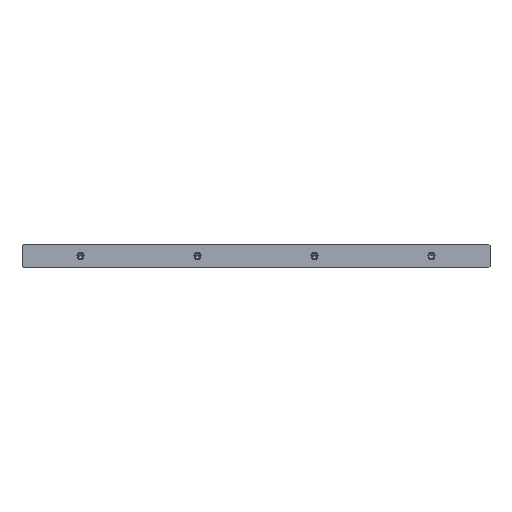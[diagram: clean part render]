
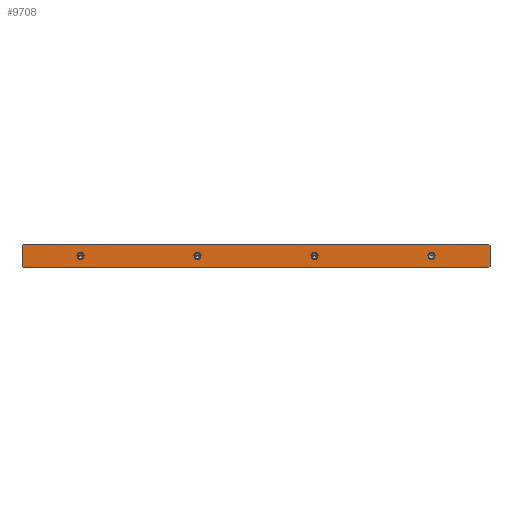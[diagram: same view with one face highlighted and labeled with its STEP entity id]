
A CAD part, front view. The second image highlights one B-rep face of the part: STEP entity #9708.
In plain terms, the highlighted planar face has unit normal (0, -1, 0).
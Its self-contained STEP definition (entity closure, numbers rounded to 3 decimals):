
#300=DIRECTION('',(1.,0.,0.));
#301=VECTOR('',#300,398.);
#302=CARTESIAN_POINT('',(1.,0.,0.));
#303=LINE('',#302,#301);
#1019=DIRECTION('',(1.,0.,0.));
#1020=VECTOR('',#1019,398.);
#1021=CARTESIAN_POINT('',(1.,0.,20.));
#1022=LINE('',#1021,#1020);
#3296=CARTESIAN_POINT('',(50.,0.,10.));
#3297=DIRECTION('',(0.,-1.,0.));
#3298=DIRECTION('',(-1.,0.,0.));
#3299=AXIS2_PLACEMENT_3D('',#3296,#3297,#3298);
#3301=CARTESIAN_POINT('',(50.,0.,10.));
#3302=DIRECTION('',(0.,-1.,0.));
#3303=DIRECTION('',(1.,0.,0.));
#3304=AXIS2_PLACEMENT_3D('',#3301,#3302,#3303);
#3306=CARTESIAN_POINT('',(150.,0.,10.));
#3307=DIRECTION('',(0.,-1.,0.));
#3308=DIRECTION('',(-1.,0.,0.));
#3309=AXIS2_PLACEMENT_3D('',#3306,#3307,#3308);
#3311=CARTESIAN_POINT('',(150.,0.,10.));
#3312=DIRECTION('',(0.,-1.,0.));
#3313=DIRECTION('',(1.,0.,0.));
#3314=AXIS2_PLACEMENT_3D('',#3311,#3312,#3313);
#3316=CARTESIAN_POINT('',(250.,0.,10.));
#3317=DIRECTION('',(0.,-1.,0.));
#3318=DIRECTION('',(-1.,0.,0.));
#3319=AXIS2_PLACEMENT_3D('',#3316,#3317,#3318);
#3321=CARTESIAN_POINT('',(250.,0.,10.));
#3322=DIRECTION('',(0.,-1.,0.));
#3323=DIRECTION('',(1.,0.,0.));
#3324=AXIS2_PLACEMENT_3D('',#3321,#3322,#3323);
#3326=CARTESIAN_POINT('',(350.,0.,10.));
#3327=DIRECTION('',(0.,-1.,0.));
#3328=DIRECTION('',(-1.,0.,0.));
#3329=AXIS2_PLACEMENT_3D('',#3326,#3327,#3328);
#3331=CARTESIAN_POINT('',(350.,0.,10.));
#3332=DIRECTION('',(0.,-1.,0.));
#3333=DIRECTION('',(1.,0.,0.));
#3334=AXIS2_PLACEMENT_3D('',#3331,#3332,#3333);
#3336=DIRECTION('',(-0.707,0.,0.707));
#3337=VECTOR('',#3336,1.414);
#3338=CARTESIAN_POINT('',(400.,0.,19.));
#3339=LINE('',#3338,#3337);
#3340=DIRECTION('',(0.707,0.,0.707));
#3341=VECTOR('',#3340,1.414);
#3342=CARTESIAN_POINT('',(399.,0.,0.));
#3343=LINE('',#3342,#3341);
#3344=DIRECTION('',(0.707,0.,-0.707));
#3345=VECTOR('',#3344,1.414);
#3346=CARTESIAN_POINT('',(0.,0.,1.));
#3347=LINE('',#3346,#3345);
#3348=DIRECTION('',(0.,0.,1.));
#3349=VECTOR('',#3348,18.);
#3350=CARTESIAN_POINT('',(0.,0.,1.));
#3351=LINE('',#3350,#3349);
#3352=DIRECTION('',(-0.707,0.,-0.707));
#3353=VECTOR('',#3352,1.414);
#3354=CARTESIAN_POINT('',(1.,0.,20.));
#3355=LINE('',#3354,#3353);
#3472=DIRECTION('',(0.,0.,1.));
#3473=VECTOR('',#3472,18.);
#3474=CARTESIAN_POINT('',(400.,0.,1.));
#3475=LINE('',#3474,#3473);
#4054=CARTESIAN_POINT('',(47.5,0.,10.));
#4055=CARTESIAN_POINT('',(52.5,0.,10.));
#4056=VERTEX_POINT('',#4054);
#4057=VERTEX_POINT('',#4055);
#4064=CARTESIAN_POINT('',(147.5,0.,10.));
#4065=CARTESIAN_POINT('',(152.5,0.,10.));
#4066=VERTEX_POINT('',#4064);
#4067=VERTEX_POINT('',#4065);
#4074=CARTESIAN_POINT('',(247.5,0.,10.));
#4075=CARTESIAN_POINT('',(252.5,0.,10.));
#4076=VERTEX_POINT('',#4074);
#4077=VERTEX_POINT('',#4075);
#4084=CARTESIAN_POINT('',(347.5,0.,10.));
#4085=CARTESIAN_POINT('',(352.5,0.,10.));
#4086=VERTEX_POINT('',#4084);
#4087=VERTEX_POINT('',#4085);
#4656=CARTESIAN_POINT('',(400.,0.,19.));
#4657=CARTESIAN_POINT('',(399.,0.,20.));
#4658=VERTEX_POINT('',#4656);
#4659=VERTEX_POINT('',#4657);
#4676=CARTESIAN_POINT('',(1.,0.,20.));
#4677=CARTESIAN_POINT('',(0.,0.,19.));
#4678=VERTEX_POINT('',#4676);
#4679=VERTEX_POINT('',#4677);
#4680=CARTESIAN_POINT('',(399.,0.,0.));
#4681=CARTESIAN_POINT('',(400.,0.,1.));
#4682=VERTEX_POINT('',#4680);
#4683=VERTEX_POINT('',#4681);
#4700=CARTESIAN_POINT('',(0.,0.,1.));
#4701=CARTESIAN_POINT('',(1.,0.,0.));
#4702=VERTEX_POINT('',#4700);
#4703=VERTEX_POINT('',#4701);
#9664=CARTESIAN_POINT('',(0.,0.,0.));
#9665=DIRECTION('',(0.,-1.,0.));
#9666=DIRECTION('',(1.,0.,0.));
#9667=AXIS2_PLACEMENT_3D('',#9664,#9665,#9666);
#9668=PLANE('',#9667);
#9669=ORIENTED_EDGE('',*,*,#9654,.F.);
#9671=ORIENTED_EDGE('',*,*,#9670,.F.);
#9673=ORIENTED_EDGE('',*,*,#9672,.F.);
#9674=ORIENTED_EDGE('',*,*,#4823,.F.);
#9676=ORIENTED_EDGE('',*,*,#9675,.F.);
#9678=ORIENTED_EDGE('',*,*,#9677,.T.);
#9680=ORIENTED_EDGE('',*,*,#9679,.F.);
#9681=ORIENTED_EDGE('',*,*,#5108,.T.);
#9682=EDGE_LOOP('',(#9669,#9671,#9673,#9674,#9676,#9678,#9680,#9681));
#9683=FACE_OUTER_BOUND('',#9682,.F.);
#9685=ORIENTED_EDGE('',*,*,#9684,.T.);
#9687=ORIENTED_EDGE('',*,*,#9686,.T.);
#9688=EDGE_LOOP('',(#9685,#9687));
#9689=FACE_BOUND('',#9688,.F.);
#9691=ORIENTED_EDGE('',*,*,#9690,.T.);
#9693=ORIENTED_EDGE('',*,*,#9692,.T.);
#9694=EDGE_LOOP('',(#9691,#9693));
#9695=FACE_BOUND('',#9694,.F.);
#9697=ORIENTED_EDGE('',*,*,#9696,.T.);
#9699=ORIENTED_EDGE('',*,*,#9698,.T.);
#9700=EDGE_LOOP('',(#9697,#9699));
#9701=FACE_BOUND('',#9700,.F.);
#9703=ORIENTED_EDGE('',*,*,#9702,.T.);
#9705=ORIENTED_EDGE('',*,*,#9704,.T.);
#9706=EDGE_LOOP('',(#9703,#9705));
#9707=FACE_BOUND('',#9706,.F.);
#9708=ADVANCED_FACE('',(#9683,#9689,#9695,#9701,#9707),#9668,.T.);
#3300=CIRCLE('',#3299,2.5);
#3305=CIRCLE('',#3304,2.5);
#3310=CIRCLE('',#3309,2.5);
#3315=CIRCLE('',#3314,2.5);
#3320=CIRCLE('',#3319,2.5);
#3325=CIRCLE('',#3324,2.5);
#3330=CIRCLE('',#3329,2.5);
#3335=CIRCLE('',#3334,2.5);
#4823=EDGE_CURVE('',#4703,#4682,#303,.T.);
#5108=EDGE_CURVE('',#4678,#4659,#1022,.T.);
#9654=EDGE_CURVE('',#4658,#4659,#3339,.T.);
#9670=EDGE_CURVE('',#4683,#4658,#3475,.T.);
#9672=EDGE_CURVE('',#4682,#4683,#3343,.T.);
#9675=EDGE_CURVE('',#4702,#4703,#3347,.T.);
#9677=EDGE_CURVE('',#4702,#4679,#3351,.T.);
#9679=EDGE_CURVE('',#4678,#4679,#3355,.T.);
#9684=EDGE_CURVE('',#4066,#4067,#3310,.T.);
#9686=EDGE_CURVE('',#4067,#4066,#3315,.T.);
#9690=EDGE_CURVE('',#4076,#4077,#3320,.T.);
#9692=EDGE_CURVE('',#4077,#4076,#3325,.T.);
#9696=EDGE_CURVE('',#4086,#4087,#3330,.T.);
#9698=EDGE_CURVE('',#4087,#4086,#3335,.T.);
#9702=EDGE_CURVE('',#4056,#4057,#3300,.T.);
#9704=EDGE_CURVE('',#4057,#4056,#3305,.T.);
